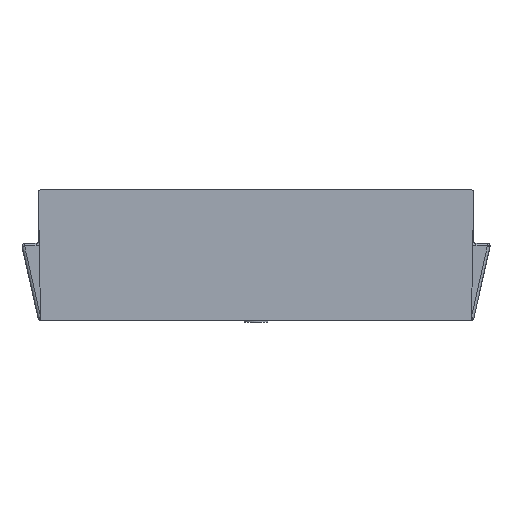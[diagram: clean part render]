
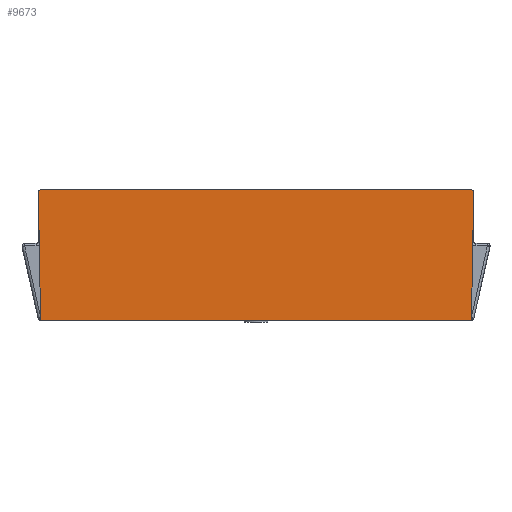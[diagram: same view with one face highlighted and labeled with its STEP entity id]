
A CAD part, top view. The second image highlights one B-rep face of the part: STEP entity #9673.
In plain terms, the highlighted planar face has unit normal (0, 0, 1).
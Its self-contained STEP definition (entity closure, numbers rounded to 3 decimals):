
#8 = EDGE_CURVE ( 'NONE', #7146, #2467, #7925, .T. ) ;
#346 = ORIENTED_EDGE ( 'NONE', *, *, #6311, .T. ) ;
#387 = VERTEX_POINT ( 'NONE', #7427 ) ;
#630 = DIRECTION ( 'NONE',  ( 0.017, 1., 0. ) ) ;
#1042 = DIRECTION ( 'NONE',  ( 1., 0., 0. ) ) ;
#1141 = EDGE_CURVE ( 'NONE', #2467, #4188, #1626, .T. ) ;
#1423 = DIRECTION ( 'NONE',  ( 0., 0., 1. ) ) ;
#1433 = DIRECTION ( 'NONE',  ( -1., 0., 0. ) ) ;
#1626 = LINE ( 'NONE', #7597, #10687 ) ;
#1765 = LINE ( 'NONE', #9188, #7055 ) ;
#1805 = LINE ( 'NONE', #8505, #9147 ) ;
#2185 = CIRCLE ( 'NONE', #5065, 0.2 ) ;
#2256 = CARTESIAN_POINT ( 'NONE',  ( -16.496, -0.2, 16.65 ) ) ;
#2327 = FACE_OUTER_BOUND ( 'NONE', #2841, .T. ) ;
#2368 = ORIENTED_EDGE ( 'NONE', *, *, #4768, .T. ) ;
#2467 = VERTEX_POINT ( 'NONE', #4835 ) ;
#2492 = CARTESIAN_POINT ( 'NONE',  ( -16.496, 0., 16.65 ) ) ;
#2841 = EDGE_LOOP ( 'NONE', ( #4519, #7923, #9236, #2368, #346, #9985 ) ) ;
#3309 = VERTEX_POINT ( 'NONE', #4334 ) ;
#3756 = DIRECTION ( 'NONE',  ( 0., 0., 1. ) ) ;
#3847 = AXIS2_PLACEMENT_3D ( 'NONE', #2256, #1423, #9886 ) ;
#4188 = VERTEX_POINT ( 'NONE', #9626 ) ;
#4307 = VERTEX_POINT ( 'NONE', #6532 ) ;
#4334 = CARTESIAN_POINT ( 'NONE',  ( 16.696, -0.203, 16.65 ) ) ;
#4519 = ORIENTED_EDGE ( 'NONE', *, *, #1141, .T. ) ;
#4606 = CARTESIAN_POINT ( 'NONE',  ( 16.496, -0.2, 16.65 ) ) ;
#4768 = EDGE_CURVE ( 'NONE', #3309, #4307, #2185, .T. ) ;
#4835 = CARTESIAN_POINT ( 'NONE',  ( -16.696, -0.203, 16.65 ) ) ;
#4959 = DIRECTION ( 'NONE',  ( 1., 0., 0. ) ) ;
#5065 = AXIS2_PLACEMENT_3D ( 'NONE', #4606, #3756, #1042 ) ;
#5462 = EDGE_CURVE ( 'NONE', #387, #3309, #8265, .T. ) ;
#5742 = PLANE ( 'NONE',  #7621 ) ;
#6311 = EDGE_CURVE ( 'NONE', #4307, #7146, #1805, .T. ) ;
#6532 = CARTESIAN_POINT ( 'NONE',  ( 16.496, 0., 16.65 ) ) ;
#7055 = VECTOR ( 'NONE', #4959, 1000. ) ;
#7142 = EDGE_CURVE ( 'NONE', #4188, #387, #1765, .T. ) ;
#7146 = VERTEX_POINT ( 'NONE', #2492 ) ;
#7427 = CARTESIAN_POINT ( 'NONE',  ( 16.525, -10., 16.65 ) ) ;
#7468 = DIRECTION ( 'NONE',  ( 1., 0., 0. ) ) ;
#7597 = CARTESIAN_POINT ( 'NONE',  ( -16.696, -0.203, 16.65 ) ) ;
#7621 = AXIS2_PLACEMENT_3D ( 'NONE', #10011, #10973, #7468 ) ;
#7923 = ORIENTED_EDGE ( 'NONE', *, *, #7142, .T. ) ;
#7925 = CIRCLE ( 'NONE', #3847, 0.2 ) ;
#8265 = LINE ( 'NONE', #9800, #8600 ) ;
#8505 = CARTESIAN_POINT ( 'NONE',  ( 16.496, 0., 16.65 ) ) ;
#8600 = VECTOR ( 'NONE', #630, 1000. ) ;
#9147 = VECTOR ( 'NONE', #1433, 1000. ) ;
#9188 = CARTESIAN_POINT ( 'NONE',  ( -16.525, -10., 16.65 ) ) ;
#9236 = ORIENTED_EDGE ( 'NONE', *, *, #5462, .T. ) ;
#9626 = CARTESIAN_POINT ( 'NONE',  ( -16.525, -10., 16.65 ) ) ;
#9673 = ADVANCED_FACE ( 'NONE', ( #2327 ), #5742, .T. ) ;
#9800 = CARTESIAN_POINT ( 'NONE',  ( 16.525, -10., 16.65 ) ) ;
#9886 = DIRECTION ( 'NONE',  ( 1., 0., 0. ) ) ;
#9985 = ORIENTED_EDGE ( 'NONE', *, *, #8, .T. ) ;
#10011 = CARTESIAN_POINT ( 'NONE',  ( 16.496, -0.2, 16.65 ) ) ;
#10687 = VECTOR ( 'NONE', #10997, 1000. ) ;
#10973 = DIRECTION ( 'NONE',  ( 0., 0., 1. ) ) ;
#10997 = DIRECTION ( 'NONE',  ( 0.017, -1., 0. ) ) ;
